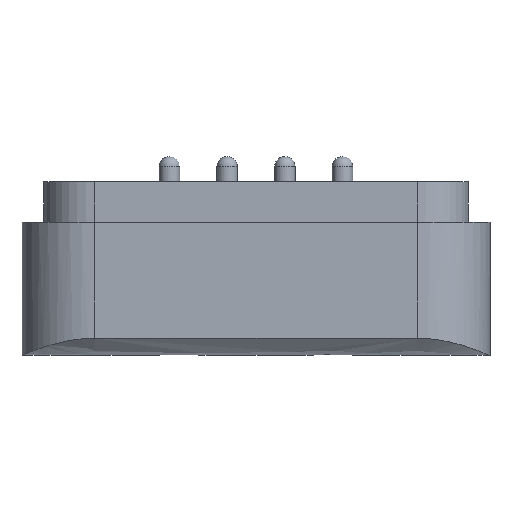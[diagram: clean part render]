
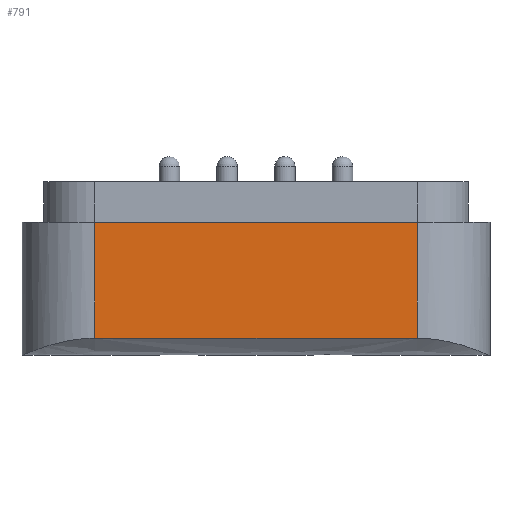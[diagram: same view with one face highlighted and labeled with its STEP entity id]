
A CAD part, front view. The second image highlights one B-rep face of the part: STEP entity #791.
In plain terms, the highlighted planar face has unit normal (0, -1, 0).
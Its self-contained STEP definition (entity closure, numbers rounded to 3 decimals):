
#147=PLANE('',#907);
#178=FACE_OUTER_BOUND('',#240,.T.);
#240=EDGE_LOOP('',(#589,#590,#591,#592));
#315=LINE('',#1390,#360);
#316=LINE('',#1393,#361);
#317=LINE('',#1395,#362);
#318=LINE('',#1396,#363);
#360=VECTOR('',#1031,10.);
#361=VECTOR('',#1034,10.);
#362=VECTOR('',#1035,10.);
#363=VECTOR('',#1036,10.);
#411=VERTEX_POINT('',#1322);
#415=VERTEX_POINT('',#1373);
#416=VERTEX_POINT('',#1392);
#417=VERTEX_POINT('',#1394);
#485=EDGE_CURVE('',#411,#415,#315,.T.);
#486=EDGE_CURVE('',#416,#415,#316,.T.);
#487=EDGE_CURVE('',#417,#416,#317,.T.);
#488=EDGE_CURVE('',#417,#411,#318,.T.);
#589=ORIENTED_EDGE('',*,*,#485,.T.);
#590=ORIENTED_EDGE('',*,*,#486,.F.);
#591=ORIENTED_EDGE('',*,*,#487,.F.);
#592=ORIENTED_EDGE('',*,*,#488,.T.);
#791=ADVANCED_FACE('',(#178),#147,.T.);
#907=AXIS2_PLACEMENT_3D('',#1391,#1032,#1033);
#1031=DIRECTION('',(1.,0.,0.));
#1032=DIRECTION('center_axis',(0.,-1.,0.));
#1033=DIRECTION('ref_axis',(-1.,0.,0.));
#1034=DIRECTION('',(0.,0.,-1.));
#1035=DIRECTION('',(1.,0.,0.));
#1036=DIRECTION('',(0.,0.,-1.));
#1322=CARTESIAN_POINT('',(-7.1,-3.2,-5.1));
#1373=CARTESIAN_POINT('',(7.1,-3.2,-5.1));
#1390=CARTESIAN_POINT('',(0.,-3.2,-5.1));
#1391=CARTESIAN_POINT('Origin',(7.1,-3.2,0.));
#1392=CARTESIAN_POINT('',(7.1,-3.2,0.));
#1393=CARTESIAN_POINT('',(7.1,-3.2,0.));
#1394=CARTESIAN_POINT('',(-7.1,-3.2,0.));
#1395=CARTESIAN_POINT('',(-7.1,-3.2,0.));
#1396=CARTESIAN_POINT('',(-7.1,-3.2,0.));
